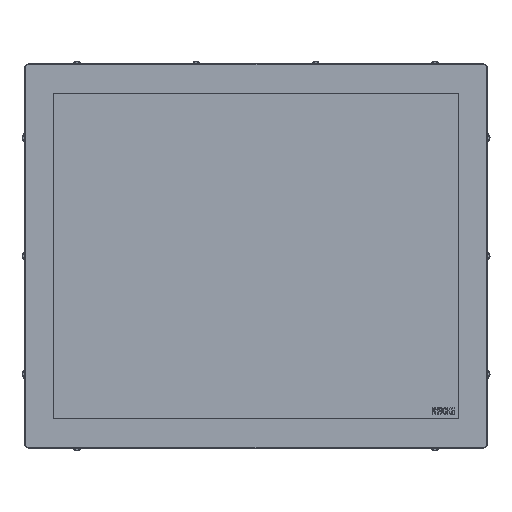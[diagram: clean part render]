
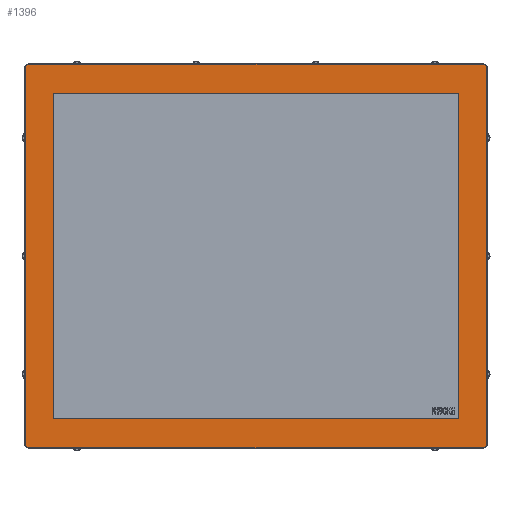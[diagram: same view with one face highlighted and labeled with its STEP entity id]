
A CAD part, front view. The second image highlights one B-rep face of the part: STEP entity #1396.
In plain terms, the highlighted planar face has unit normal (0, -1, 0).
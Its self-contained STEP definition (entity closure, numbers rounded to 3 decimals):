
#1396 = ADVANCED_FACE( '', ( #2989, #2990 ), #2991, .F. );
#2989 = FACE_OUTER_BOUND( '', #4825, .T. );
#2990 = FACE_BOUND( '', #4826, .T. );
#2991 = PLANE( '', #4827 );
#4825 = EDGE_LOOP( '', ( #9417, #9418, #9419, #9420, #9421, #9422, #9423, #9424 ) );
#4826 = EDGE_LOOP( '', ( #9425, #9426, #9427, #9428 ) );
#4827 = AXIS2_PLACEMENT_3D( '', #9429, #9430, #9431 );
#9417 = ORIENTED_EDGE( '', *, *, #12275, .T. );
#9418 = ORIENTED_EDGE( '', *, *, #12549, .T. );
#9419 = ORIENTED_EDGE( '', *, *, #11690, .T. );
#9420 = ORIENTED_EDGE( '', *, *, #12380, .T. );
#9421 = ORIENTED_EDGE( '', *, *, #12372, .T. );
#9422 = ORIENTED_EDGE( '', *, *, #13084, .T. );
#9423 = ORIENTED_EDGE( '', *, *, #12688, .T. );
#9424 = ORIENTED_EDGE( '', *, *, #13190, .T. );
#9425 = ORIENTED_EDGE( '', *, *, #13191, .T. );
#9426 = ORIENTED_EDGE( '', *, *, #13192, .T. );
#9427 = ORIENTED_EDGE( '', *, *, #13047, .T. );
#9428 = ORIENTED_EDGE( '', *, *, #12252, .T. );
#9429 = CARTESIAN_POINT( '', ( 0., -5.5, 0. ) );
#9430 = DIRECTION( '', ( 0., 1., 0. ) );
#9431 = DIRECTION( '', ( 0., 0., 1. ) );
#11690 = EDGE_CURVE( '', #13581, #13579, #13582, .F. );
#12252 = EDGE_CURVE( '', #14562, #14563, #14564, .T. );
#12275 = EDGE_CURVE( '', #14595, #14600, #14602, .F. );
#12372 = EDGE_CURVE( '', #14756, #14754, #14757, .F. );
#12380 = EDGE_CURVE( '', #13579, #14756, #14769, .T. );
#12549 = EDGE_CURVE( '', #14600, #13581, #15020, .T. );
#12688 = EDGE_CURVE( '', #15220, #15224, #15226, .F. );
#13047 = EDGE_CURVE( '', #15738, #14562, #15739, .T. );
#13084 = EDGE_CURVE( '', #14754, #15220, #15783, .T. );
#13190 = EDGE_CURVE( '', #15224, #14595, #15909, .T. );
#13191 = EDGE_CURVE( '', #14563, #15910, #15911, .T. );
#13192 = EDGE_CURVE( '', #15910, #15738, #15912, .T. );
#13579 = VERTEX_POINT( '', #16432 );
#13581 = VERTEX_POINT( '', #16435 );
#13582 = CIRCLE( '', #16436, 3.5 );
#14562 = VERTEX_POINT( '', #18685 );
#14563 = VERTEX_POINT( '', #18686 );
#14564 = LINE( '', #18687, #18688 );
#14595 = VERTEX_POINT( '', #18769 );
#14600 = VERTEX_POINT( '', #18775 );
#14602 = CIRCLE( '', #18778, 3.5 );
#14754 = VERTEX_POINT( '', #19190 );
#14756 = VERTEX_POINT( '', #19193 );
#14757 = CIRCLE( '', #19194, 3.5 );
#14769 = LINE( '', #19225, #19226 );
#15020 = LINE( '', #19843, #19844 );
#15220 = VERTEX_POINT( '', #20301 );
#15224 = VERTEX_POINT( '', #20306 );
#15226 = CIRCLE( '', #20309, 3.5 );
#15738 = VERTEX_POINT( '', #22053 );
#15739 = LINE( '', #22054, #22055 );
#15783 = LINE( '', #22140, #22141 );
#15909 = LINE( '', #22574, #22575 );
#15910 = VERTEX_POINT( '', #22576 );
#15911 = LINE( '', #22577, #22578 );
#15912 = LINE( '', #22579, #22580 );
#16432 = CARTESIAN_POINT( '', ( -215.8, -5.5, 175.6 ) );
#16435 = CARTESIAN_POINT( '', ( -212.3, -5.5, 179.1 ) );
#16436 = AXIS2_PLACEMENT_3D( '', #23380, #23381, #23382 );
#18685 = CARTESIAN_POINT( '', ( -189.4, -5.5, 151.8 ) );
#18686 = CARTESIAN_POINT( '', ( 189.4, -5.5, 151.8 ) );
#18687 = CARTESIAN_POINT( '', ( -189.4, -5.5, 151.8 ) );
#18688 = VECTOR( '', #23816, 1000. );
#18769 = CARTESIAN_POINT( '', ( 215.8, -5.5, 175.6 ) );
#18775 = CARTESIAN_POINT( '', ( 212.3, -5.5, 179.1 ) );
#18778 = AXIS2_PLACEMENT_3D( '', #23825, #23826, #23827 );
#19190 = CARTESIAN_POINT( '', ( -212.3, -5.5, -179.1 ) );
#19193 = CARTESIAN_POINT( '', ( -215.8, -5.5, -175.6 ) );
#19194 = AXIS2_PLACEMENT_3D( '', #23859, #23860, #23861 );
#19225 = CARTESIAN_POINT( '', ( -215.8, -5.5, -175.6 ) );
#19226 = VECTOR( '', #23865, 1000. );
#19843 = CARTESIAN_POINT( '', ( -212.3, -5.5, 179.1 ) );
#19844 = VECTOR( '', #23947, 1000. );
#20301 = CARTESIAN_POINT( '', ( 212.3, -5.5, -179.1 ) );
#20306 = CARTESIAN_POINT( '', ( 215.8, -5.5, -175.6 ) );
#20309 = AXIS2_PLACEMENT_3D( '', #24017, #24018, #24019 );
#22053 = CARTESIAN_POINT( '', ( -189.4, -5.5, -151.8 ) );
#22054 = CARTESIAN_POINT( '', ( -189.4, -5.5, -151.8 ) );
#22055 = VECTOR( '', #24112, 1000. );
#22140 = CARTESIAN_POINT( '', ( 212.3, -5.5, -179.1 ) );
#22141 = VECTOR( '', #24131, 1000. );
#22574 = CARTESIAN_POINT( '', ( 215.8, -5.5, 175.6 ) );
#22575 = VECTOR( '', #24165, 1000. );
#22576 = CARTESIAN_POINT( '', ( 189.4, -5.5, -151.8 ) );
#22577 = CARTESIAN_POINT( '', ( 189.4, -5.5, 151.8 ) );
#22578 = VECTOR( '', #24166, 1000. );
#22579 = CARTESIAN_POINT( '', ( 189.4, -5.5, -151.8 ) );
#22580 = VECTOR( '', #24167, 1000. );
#23380 = CARTESIAN_POINT( '', ( -212.3, -5.5, 175.6 ) );
#23381 = DIRECTION( '', ( 0., 1., 0. ) );
#23382 = DIRECTION( '', ( 0., 0., 1. ) );
#23816 = DIRECTION( '', ( 1., 0., 0. ) );
#23825 = CARTESIAN_POINT( '', ( 212.3, -5.5, 175.6 ) );
#23826 = DIRECTION( '', ( 0., 1., 0. ) );
#23827 = DIRECTION( '', ( 0., 0., 1. ) );
#23859 = CARTESIAN_POINT( '', ( -212.3, -5.5, -175.6 ) );
#23860 = DIRECTION( '', ( 0., 1., 0. ) );
#23861 = DIRECTION( '', ( 0., 0., 1. ) );
#23865 = DIRECTION( '', ( 0., 0., -1. ) );
#23947 = DIRECTION( '', ( -1., 0., 0. ) );
#24017 = CARTESIAN_POINT( '', ( 212.3, -5.5, -175.6 ) );
#24018 = DIRECTION( '', ( 0., 1., 0. ) );
#24019 = DIRECTION( '', ( 0., 0., 1. ) );
#24112 = DIRECTION( '', ( 0., 0., 1. ) );
#24131 = DIRECTION( '', ( 1., 0., 0. ) );
#24165 = DIRECTION( '', ( 0., 0., 1. ) );
#24166 = DIRECTION( '', ( 0., 0., -1. ) );
#24167 = DIRECTION( '', ( -1., 0., 0. ) );
